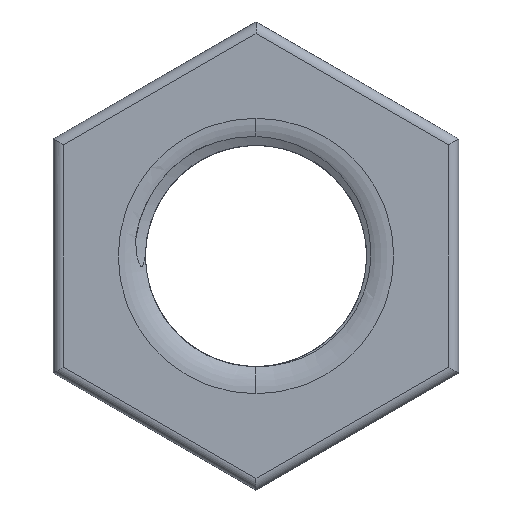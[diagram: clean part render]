
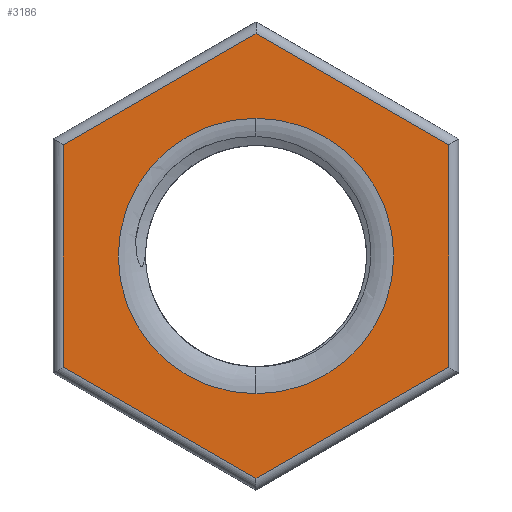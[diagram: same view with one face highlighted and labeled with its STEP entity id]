
A CAD part, front view. The second image highlights one B-rep face of the part: STEP entity #3186.
In plain terms, the highlighted planar face has unit normal (0, -1, 0).
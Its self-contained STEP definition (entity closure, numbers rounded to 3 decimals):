
#54 = ORIENTED_EDGE ( 'NONE', *, *, #4230, .T. ) ;
#139 = VECTOR ( 'NONE', #2099, 1000. ) ;
#294 = ORIENTED_EDGE ( 'NONE', *, *, #913, .T. ) ;
#423 = CARTESIAN_POINT ( 'NONE',  ( 0., 0., 0. ) ) ;
#617 = VERTEX_POINT ( 'NONE', #4797 ) ;
#626 = EDGE_LOOP ( 'NONE', ( #4092, #5140, #3197, #769, #54, #294 ) ) ;
#755 = CARTESIAN_POINT ( 'NONE',  ( 0., 0., 1.699 ) ) ;
#769 = ORIENTED_EDGE ( 'NONE', *, *, #2795, .T. ) ;
#859 = AXIS2_PLACEMENT_3D ( 'NONE', #3803, #1273, #4593 ) ;
#913 = EDGE_CURVE ( 'NONE', #2924, #617, #1111, .T. ) ;
#969 = CARTESIAN_POINT ( 'NONE',  ( -2.375, 0., -1.371 ) ) ;
#1024 = VERTEX_POINT ( 'NONE', #5116 ) ;
#1111 = LINE ( 'NONE', #2168, #1239 ) ;
#1239 = VECTOR ( 'NONE', #4663, 1000. ) ;
#1273 = DIRECTION ( 'NONE',  ( 0., -1., 0. ) ) ;
#1322 = VECTOR ( 'NONE', #1341, 1000. ) ;
#1341 = DIRECTION ( 'NONE',  ( -0.866, 0., -0.5 ) ) ;
#1365 = VECTOR ( 'NONE', #2687, 1000. ) ;
#1534 = ORIENTED_EDGE ( 'NONE', *, *, #4257, .F. ) ;
#1647 = DIRECTION ( 'NONE',  ( 0., 0., -1. ) ) ;
#1657 = CARTESIAN_POINT ( 'NONE',  ( -2.375, 0., 1.371 ) ) ;
#1765 = EDGE_CURVE ( 'NONE', #3310, #1024, #2542, .T. ) ;
#1990 = CARTESIAN_POINT ( 'NONE',  ( 1.188, 0., 2.057 ) ) ;
#2099 = DIRECTION ( 'NONE',  ( 0.866, 0., 0.5 ) ) ;
#2112 = VECTOR ( 'NONE', #2825, 1000. ) ;
#2142 = CARTESIAN_POINT ( 'NONE',  ( -2.375, 0., 0. ) ) ;
#2168 = CARTESIAN_POINT ( 'NONE',  ( -1.187, 0., -2.057 ) ) ;
#2254 = FACE_OUTER_BOUND ( 'NONE', #626, .T. ) ;
#2542 = LINE ( 'NONE', #4379, #1365 ) ;
#2560 = CIRCLE ( 'NONE', #859, 1.699 ) ;
#2687 = DIRECTION ( 'NONE',  ( 0., 0., 1. ) ) ;
#2707 = LINE ( 'NONE', #2142, #3234 ) ;
#2766 = AXIS2_PLACEMENT_3D ( 'NONE', #5040, #2943, #3359 ) ;
#2795 = EDGE_CURVE ( 'NONE', #3636, #5478, #4622, .T. ) ;
#2825 = DIRECTION ( 'NONE',  ( -0.866, 0., 0.5 ) ) ;
#2827 = CIRCLE ( 'NONE', #2766, 1.699 ) ;
#2880 = VERTEX_POINT ( 'NONE', #4016 ) ;
#2889 = DIRECTION ( 'NONE',  ( 0., 0., 1. ) ) ;
#2924 = VERTEX_POINT ( 'NONE', #969 ) ;
#2931 = CARTESIAN_POINT ( 'NONE',  ( 1.187, 0., -2.057 ) ) ;
#2943 = DIRECTION ( 'NONE',  ( 0., -1., 0. ) ) ;
#2949 = DIRECTION ( 'NONE',  ( 0., 1., 0. ) ) ;
#3061 = FACE_BOUND ( 'NONE', #3642, .T. ) ;
#3072 = ORIENTED_EDGE ( 'NONE', *, *, #4182, .F. ) ;
#3148 = EDGE_CURVE ( 'NONE', #617, #3310, #3513, .T. ) ;
#3162 = CARTESIAN_POINT ( 'NONE',  ( 0., 0., 2.742 ) ) ;
#3186 = ADVANCED_FACE ( 'NONE', ( #2254, #3061 ), #4200, .F. ) ;
#3197 = ORIENTED_EDGE ( 'NONE', *, *, #3721, .T. ) ;
#3234 = VECTOR ( 'NONE', #1647, 1000. ) ;
#3310 = VERTEX_POINT ( 'NONE', #4233 ) ;
#3359 = DIRECTION ( 'NONE',  ( 0., 0., -1. ) ) ;
#3513 = LINE ( 'NONE', #2931, #139 ) ;
#3636 = VERTEX_POINT ( 'NONE', #3162 ) ;
#3642 = EDGE_LOOP ( 'NONE', ( #1534, #3072 ) ) ;
#3708 = VERTEX_POINT ( 'NONE', #755 ) ;
#3721 = EDGE_CURVE ( 'NONE', #1024, #3636, #4671, .T. ) ;
#3803 = CARTESIAN_POINT ( 'NONE',  ( 0., 0., 0. ) ) ;
#3953 = CARTESIAN_POINT ( 'NONE',  ( -1.187, 0., 2.057 ) ) ;
#4016 = CARTESIAN_POINT ( 'NONE',  ( 0., 0., -1.699 ) ) ;
#4092 = ORIENTED_EDGE ( 'NONE', *, *, #3148, .T. ) ;
#4182 = EDGE_CURVE ( 'NONE', #3708, #2880, #2827, .T. ) ;
#4200 = PLANE ( 'NONE',  #4395 ) ;
#4230 = EDGE_CURVE ( 'NONE', #5478, #2924, #2707, .T. ) ;
#4233 = CARTESIAN_POINT ( 'NONE',  ( 2.375, 0., -1.371 ) ) ;
#4257 = EDGE_CURVE ( 'NONE', #2880, #3708, #2560, .T. ) ;
#4379 = CARTESIAN_POINT ( 'NONE',  ( 2.375, 0., 0. ) ) ;
#4395 = AXIS2_PLACEMENT_3D ( 'NONE', #423, #2949, #2889 ) ;
#4593 = DIRECTION ( 'NONE',  ( 0., 0., -1. ) ) ;
#4622 = LINE ( 'NONE', #3953, #1322 ) ;
#4663 = DIRECTION ( 'NONE',  ( 0.866, 0., -0.5 ) ) ;
#4671 = LINE ( 'NONE', #1990, #2112 ) ;
#4797 = CARTESIAN_POINT ( 'NONE',  ( 0., 0., -2.742 ) ) ;
#5040 = CARTESIAN_POINT ( 'NONE',  ( 0., 0., 0. ) ) ;
#5116 = CARTESIAN_POINT ( 'NONE',  ( 2.375, 0., 1.371 ) ) ;
#5140 = ORIENTED_EDGE ( 'NONE', *, *, #1765, .T. ) ;
#5478 = VERTEX_POINT ( 'NONE', #1657 ) ;
